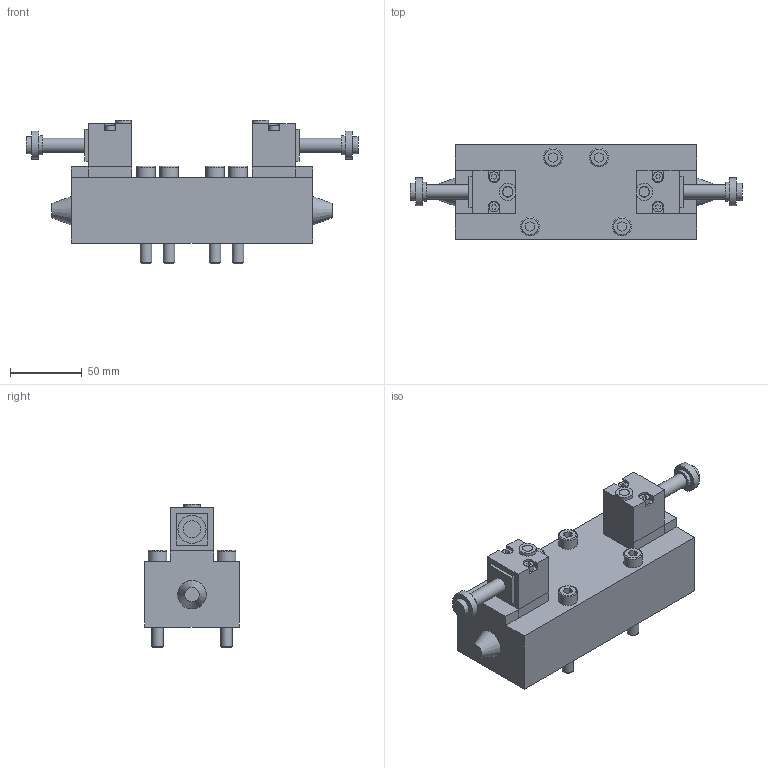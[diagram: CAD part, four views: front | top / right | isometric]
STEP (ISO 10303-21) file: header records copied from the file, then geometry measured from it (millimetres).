
FILE_DESCRIPTION(/* description */ ('Unknown'),/* implementation_level */ '2;1');
FILE_NAME(/* name */ '1013.52.3.5.M3R',/* time_stamp */ '2018-04-02T14:44:26-04:00',/* author */ ('Unknown'),/* organization */ ('Unknown'),/* preprocessor_version */ 'ST-DEVELOPER v16.7',/* originating_system */ 'DEX',/* authorisation */ $);
FILE_SCHEMA (('TECHNICAL_DATA_PACKAGING','AUTOMOTIVE_DESIGN {1 0 10303 214 3 1 1}'));
Length unit declared in the file: millimetre
Products named in the file (4): 1013.52.3.9.M3R; 1013_52_3_9; M___1; M__
Assembly tree (3 placements, depth 2):
  1013.52.3.9.M3R
    1013_52_3_9
    M___1
    M__
Bounding box: 231 x 66 x 100 mm (x, y, z)
Volume: 600089.1 mm3; surface area: 66565.9 mm2
Topology: 4 solids, 4 shells, 205 faces, 454 edges, 300 vertices
Faces by surface type: plane 147, cylinder 40, cone 12, torus 5, sphere 1
Full cylindrical faces by diameter (mm): 2.2 x1, 3 x1, 3.3 x2, 4 x4, 6 x2, 7 x6, 7.3 x2, 8 x4, 10 x2, 12 x2, 13 x4, 13.3 x2, 19.5 x2
Entity records: 6839 total; most frequent: DIRECTION 913, CARTESIAN_POINT 901, ORIENTED_EDGE 794, EDGE_CURVE 397, AXIS2_PLACEMENT_3D 307, FACE_BOUND 302, EDGE_LOOP 301, LINE 299
